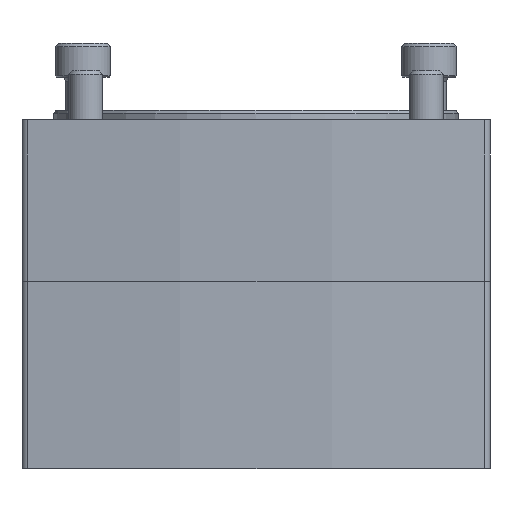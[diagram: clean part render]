
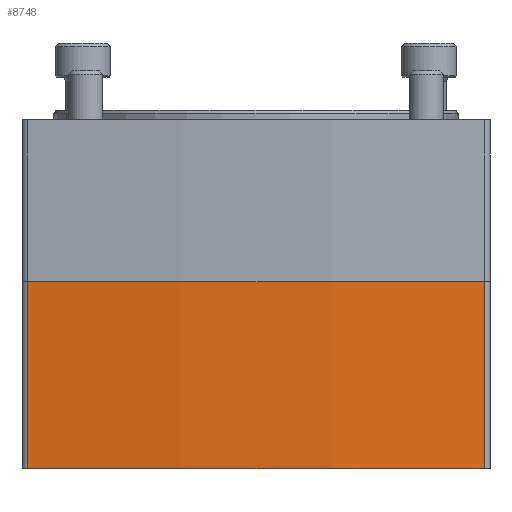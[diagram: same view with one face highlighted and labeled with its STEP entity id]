
A CAD part, front view. The second image highlights one B-rep face of the part: STEP entity #8748.
In plain terms, the highlighted cylindrical face has radius 385 mm (diameter 770 mm), a partial arc.
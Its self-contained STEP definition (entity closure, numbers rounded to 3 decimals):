
#529=CYLINDRICAL_SURFACE('',#9660,385.);
#826=LINE('',#14110,#1398);
#827=LINE('',#14114,#1399);
#1398=VECTOR('',#11420,1000.);
#1399=VECTOR('',#11425,1000.);
#2637=ORIENTED_EDGE('',*,*,#4650,.T.);
#2638=ORIENTED_EDGE('',*,*,#4651,.F.);
#2639=ORIENTED_EDGE('',*,*,#4624,.F.);
#2640=ORIENTED_EDGE('',*,*,#4649,.T.);
#4624=EDGE_CURVE('',#5733,#5734,#6482,.T.);
#4649=EDGE_CURVE('',#5733,#5748,#826,.T.);
#4650=EDGE_CURVE('',#5748,#5749,#6493,.T.);
#4651=EDGE_CURVE('',#5734,#5749,#827,.T.);
#5733=VERTEX_POINT('',#14059);
#5734=VERTEX_POINT('',#14061);
#5748=VERTEX_POINT('',#14109);
#5749=VERTEX_POINT('',#14113);
#6482=CIRCLE('',#9639,385.);
#6493=CIRCLE('',#9661,385.);
#7053=EDGE_LOOP('',(#2637,#2638,#2639,#2640));
#7806=FACE_BOUND('',#7053,.T.);
#8748=ADVANCED_FACE('',(#7806),#529,.T.);
#9639=AXIS2_PLACEMENT_3D('',#14060,#11364,#11365);
#9660=AXIS2_PLACEMENT_3D('',#14111,#11421,#11422);
#9661=AXIS2_PLACEMENT_3D('',#14112,#11423,#11424);
#11364=DIRECTION('',(0.,1.,0.));
#11365=DIRECTION('',(1.,0.,0.));
#11420=DIRECTION('',(0.,-1.,0.));
#11421=DIRECTION('',(0.,-1.,0.));
#11422=DIRECTION('',(0.,0.,-1.));
#11423=DIRECTION('',(0.,1.,0.));
#11424=DIRECTION('',(1.,0.,0.));
#11425=DIRECTION('',(0.,-1.,0.));
#14059=CARTESIAN_POINT('',(53.709,44.,-318.735));
#14060=CARTESIAN_POINT('',(0.,44.,62.5));
#14061=CARTESIAN_POINT('',(-53.709,44.,-318.735));
#14109=CARTESIAN_POINT('',(53.709,0.,-318.735));
#14110=CARTESIAN_POINT('',(53.709,44.,-318.735));
#14111=CARTESIAN_POINT('',(0.,44.,62.5));
#14112=CARTESIAN_POINT('',(0.,0.,62.5));
#14113=CARTESIAN_POINT('',(-53.709,0.,-318.735));
#14114=CARTESIAN_POINT('',(-53.709,44.,-318.735));
